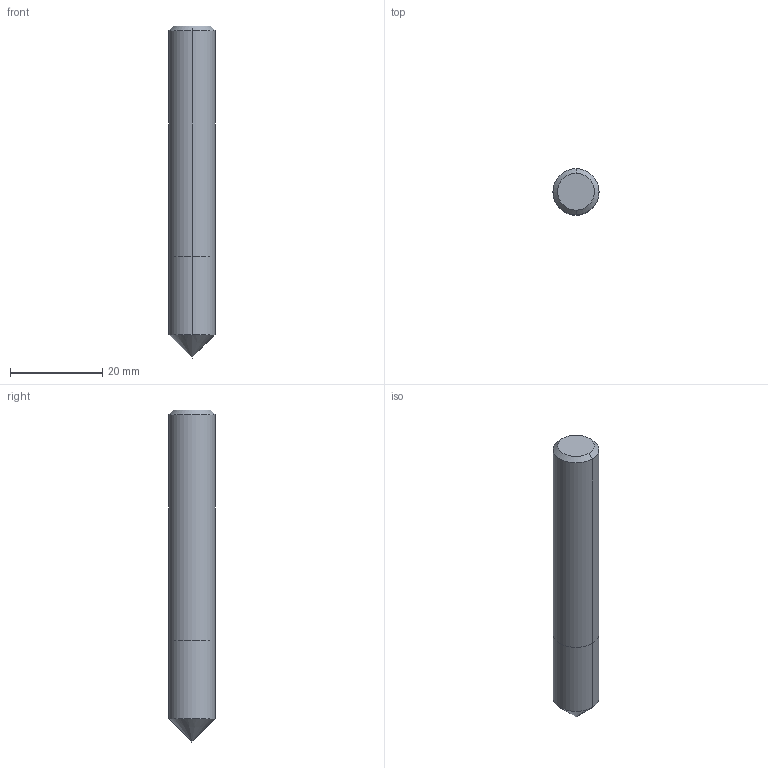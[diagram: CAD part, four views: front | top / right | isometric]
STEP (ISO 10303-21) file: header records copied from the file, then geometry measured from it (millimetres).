
FILE_DESCRIPTION(('STEP AP214'),'1');
FILE_NAME('607897400-000-00-E43.stp','2023-01-25T11:51:08',(' '),(' '),'Spatial InterOp 3D',' ',' ');
FILE_SCHEMA(('AUTOMOTIVE_DESIGN { 1 0 10303 214 1 1 1 1 }'));
Length unit declared in the file: millimetre
Products named in the file (1): 1
Bounding box: 10 x 10 x 72 mm (x, y, z)
Volume: 5378.4 mm3; surface area: 2431.9 mm2
Topology: 2 solids, 2 shells, 11 faces, 30 edges, 22 vertices
Faces by surface type: cylinder 4, cone 4, plane 3
Entity records: 459 total; most frequent: DIRECTION 68, CARTESIAN_POINT 56, ORIENTED_EDGE 36, AXIS2_PLACEMENT_3D 27, LINE 18, VECTOR 18, EDGE_CURVE 18, STYLED_ITEM 14
